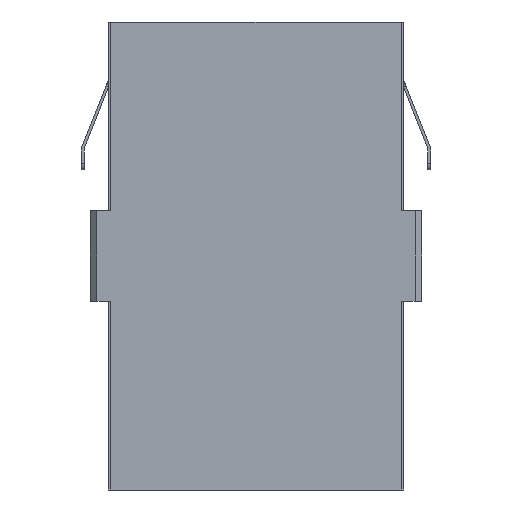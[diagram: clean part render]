
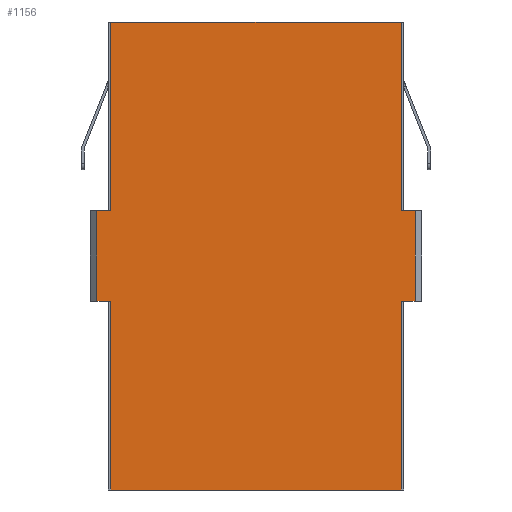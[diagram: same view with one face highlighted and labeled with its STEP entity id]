
A CAD part, left-side view. The second image highlights one B-rep face of the part: STEP entity #1156.
In plain terms, the highlighted planar face has unit normal (-1, 0, 0).
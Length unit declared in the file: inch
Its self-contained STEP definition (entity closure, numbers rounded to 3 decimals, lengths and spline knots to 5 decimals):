
#49 = CARTESIAN_POINT ( 'NONE',  ( -0.19291, 0.27571, -0.15748 ) ) ;
#51 = VERTEX_POINT ( 'NONE', #13000 ) ;
#686 = VECTOR ( 'NONE', #2577, 39.37008 ) ;
#824 = EDGE_CURVE ( 'NONE', #51, #989, #8452, .T. ) ;
#989 = VERTEX_POINT ( 'NONE', #4423 ) ;
#1015 = VECTOR ( 'NONE', #15250, 39.37008 ) ;
#1048 = EDGE_CURVE ( 'NONE', #14449, #2857, #11604, .T. ) ;
#1054 = ORIENTED_EDGE ( 'NONE', *, *, #1048, .T. ) ;
#1156 = ADVANCED_FACE ( 'NONE', ( #3931 ), #8981, .T. ) ;
#1840 = CARTESIAN_POINT ( 'NONE',  ( -0.19291, 0.25197, -0.48425 ) ) ;
#1885 = CARTESIAN_POINT ( 'NONE',  ( -0.19291, 0.41339, -0.15748 ) ) ;
#2283 = ORIENTED_EDGE ( 'NONE', *, *, #824, .T. ) ;
#2391 = VERTEX_POINT ( 'NONE', #8942 ) ;
#2456 = ORIENTED_EDGE ( 'NONE', *, *, #12663, .T. ) ;
#2560 = VERTEX_POINT ( 'NONE', #1840 ) ;
#2577 = DIRECTION ( 'NONE',  ( 0., 0., -1. ) ) ;
#2689 = CARTESIAN_POINT ( 'NONE',  ( -0.19291, 0.25197, 0. ) ) ;
#2793 = DIRECTION ( 'NONE',  ( 0., 0., 1. ) ) ;
#2857 = VERTEX_POINT ( 'NONE', #8750 ) ;
#2904 = ORIENTED_EDGE ( 'NONE', *, *, #15391, .T. ) ;
#3041 = ORIENTED_EDGE ( 'NONE', *, *, #10661, .T. ) ;
#3050 = EDGE_CURVE ( 'NONE', #7040, #3896, #11955, .T. ) ;
#3106 = CARTESIAN_POINT ( 'NONE',  ( -0.19291, 0.25197, 0. ) ) ;
#3335 = AXIS2_PLACEMENT_3D ( 'NONE', #13759, #8675, #3862 ) ;
#3467 = DIRECTION ( 'NONE',  ( 0., 0., 1. ) ) ;
#3748 = LINE ( 'NONE', #49, #686 ) ;
#3862 = DIRECTION ( 'NONE',  ( 0., 0., 1. ) ) ;
#3896 = VERTEX_POINT ( 'NONE', #6103 ) ;
#3931 = FACE_OUTER_BOUND ( 'NONE', #15478, .T. ) ;
#4097 = EDGE_CURVE ( 'NONE', #2560, #8547, #10681, .T. ) ;
#4168 = DIRECTION ( 'NONE',  ( 0., -1., 0. ) ) ;
#4291 = ORIENTED_EDGE ( 'NONE', *, *, #13707, .T. ) ;
#4423 = CARTESIAN_POINT ( 'NONE',  ( -0.19291, -0.25197, 0. ) ) ;
#4430 = VERTEX_POINT ( 'NONE', #8159 ) ;
#4482 = LINE ( 'NONE', #1885, #8050 ) ;
#4587 = DIRECTION ( 'NONE',  ( 0., 0., -1. ) ) ;
#4762 = VECTOR ( 'NONE', #13809, 39.37008 ) ;
#4853 = CARTESIAN_POINT ( 'NONE',  ( -0.19291, 0.41339, -0.48425 ) ) ;
#4970 = CARTESIAN_POINT ( 'NONE',  ( -0.19291, -0.27571, 0. ) ) ;
#6000 = CARTESIAN_POINT ( 'NONE',  ( -0.19291, 0.41339, 0. ) ) ;
#6026 = VECTOR ( 'NONE', #9664, 39.37008 ) ;
#6103 = CARTESIAN_POINT ( 'NONE',  ( -0.19291, 0.27571, 0. ) ) ;
#6748 = ORIENTED_EDGE ( 'NONE', *, *, #7032, .T. ) ;
#6849 = EDGE_CURVE ( 'NONE', #3896, #7153, #3748, .T. ) ;
#7021 = DIRECTION ( 'NONE',  ( 0., 1., 0. ) ) ;
#7032 = EDGE_CURVE ( 'NONE', #2391, #7788, #12869, .T. ) ;
#7040 = VERTEX_POINT ( 'NONE', #3106 ) ;
#7153 = VERTEX_POINT ( 'NONE', #9732 ) ;
#7184 = LINE ( 'NONE', #15338, #11133 ) ;
#7270 = DIRECTION ( 'NONE',  ( 0., 1., 0. ) ) ;
#7370 = CARTESIAN_POINT ( 'NONE',  ( -0.19291, -0.25197, -0.15748 ) ) ;
#7372 = LINE ( 'NONE', #2689, #14125 ) ;
#7496 = ORIENTED_EDGE ( 'NONE', *, *, #4097, .T. ) ;
#7788 = VERTEX_POINT ( 'NONE', #13584 ) ;
#8050 = VECTOR ( 'NONE', #4168, 39.37008 ) ;
#8159 = CARTESIAN_POINT ( 'NONE',  ( -0.19291, 0.25197, -0.15748 ) ) ;
#8263 = VECTOR ( 'NONE', #9965, 39.37008 ) ;
#8321 = VECTOR ( 'NONE', #7270, 39.37008 ) ;
#8388 = LINE ( 'NONE', #4970, #14502 ) ;
#8452 = LINE ( 'NONE', #13222, #8321 ) ;
#8521 = EDGE_CURVE ( 'NONE', #7788, #7040, #7184, .T. ) ;
#8547 = VERTEX_POINT ( 'NONE', #14400 ) ;
#8583 = VECTOR ( 'NONE', #2793, 39.37008 ) ;
#8675 = DIRECTION ( 'NONE',  ( -1., 0., 0. ) ) ;
#8750 = CARTESIAN_POINT ( 'NONE',  ( -0.19291, -0.27571, -0.15748 ) ) ;
#8942 = CARTESIAN_POINT ( 'NONE',  ( -0.19291, -0.25197, 0.32677 ) ) ;
#8981 = PLANE ( 'NONE',  #3335 ) ;
#9262 = CARTESIAN_POINT ( 'NONE',  ( -0.19291, 0.41339, 0.32677 ) ) ;
#9664 = DIRECTION ( 'NONE',  ( 0., -1., 0. ) ) ;
#9732 = CARTESIAN_POINT ( 'NONE',  ( -0.19291, 0.27571, -0.15748 ) ) ;
#9965 = DIRECTION ( 'NONE',  ( 0., 0., 1. ) ) ;
#10038 = LINE ( 'NONE', #14883, #8263 ) ;
#10286 = ORIENTED_EDGE ( 'NONE', *, *, #13513, .T. ) ;
#10661 = EDGE_CURVE ( 'NONE', #8547, #14449, #11061, .T. ) ;
#10681 = LINE ( 'NONE', #4853, #6026 ) ;
#10793 = VECTOR ( 'NONE', #7021, 39.37008 ) ;
#11061 = LINE ( 'NONE', #13479, #8583 ) ;
#11133 = VECTOR ( 'NONE', #4587, 39.37008 ) ;
#11604 = LINE ( 'NONE', #12680, #1015 ) ;
#11955 = LINE ( 'NONE', #6000, #10793 ) ;
#12158 = DIRECTION ( 'NONE',  ( 0., 0., -1. ) ) ;
#12663 = EDGE_CURVE ( 'NONE', #989, #2391, #10038, .T. ) ;
#12680 = CARTESIAN_POINT ( 'NONE',  ( -0.19291, 0.41339, -0.15748 ) ) ;
#12869 = LINE ( 'NONE', #9262, #4762 ) ;
#13000 = CARTESIAN_POINT ( 'NONE',  ( -0.19291, -0.27571, 0. ) ) ;
#13222 = CARTESIAN_POINT ( 'NONE',  ( -0.19291, 0.41339, 0. ) ) ;
#13479 = CARTESIAN_POINT ( 'NONE',  ( -0.19291, -0.25197, 0. ) ) ;
#13513 = EDGE_CURVE ( 'NONE', #2857, #51, #8388, .T. ) ;
#13584 = CARTESIAN_POINT ( 'NONE',  ( -0.19291, 0.25197, 0.32677 ) ) ;
#13707 = EDGE_CURVE ( 'NONE', #7153, #4430, #4482, .T. ) ;
#13759 = CARTESIAN_POINT ( 'NONE',  ( -0.19291, 0.41339, 0. ) ) ;
#13809 = DIRECTION ( 'NONE',  ( 0., 1., 0. ) ) ;
#14125 = VECTOR ( 'NONE', #12158, 39.37008 ) ;
#14195 = ORIENTED_EDGE ( 'NONE', *, *, #8521, .T. ) ;
#14400 = CARTESIAN_POINT ( 'NONE',  ( -0.19291, -0.25197, -0.48425 ) ) ;
#14449 = VERTEX_POINT ( 'NONE', #7370 ) ;
#14502 = VECTOR ( 'NONE', #3467, 39.37008 ) ;
#14883 = CARTESIAN_POINT ( 'NONE',  ( -0.19291, -0.25197, 0. ) ) ;
#15078 = ORIENTED_EDGE ( 'NONE', *, *, #6849, .T. ) ;
#15250 = DIRECTION ( 'NONE',  ( 0., -1., 0. ) ) ;
#15283 = ORIENTED_EDGE ( 'NONE', *, *, #3050, .T. ) ;
#15338 = CARTESIAN_POINT ( 'NONE',  ( -0.19291, 0.25197, 0. ) ) ;
#15391 = EDGE_CURVE ( 'NONE', #4430, #2560, #7372, .T. ) ;
#15478 = EDGE_LOOP ( 'NONE', ( #1054, #10286, #2283, #2456, #6748, #14195, #15283, #15078, #4291, #2904, #7496, #3041 ) ) ;
